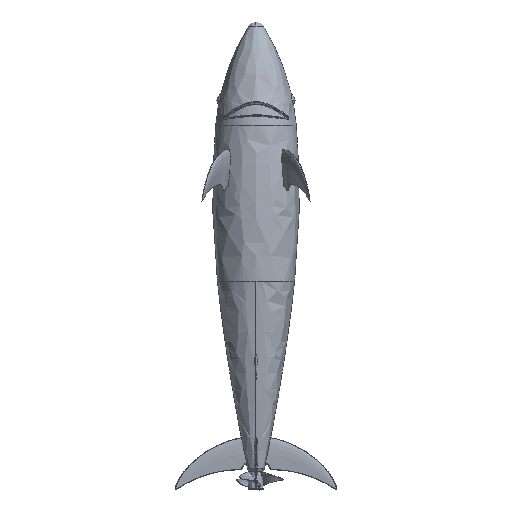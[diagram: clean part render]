
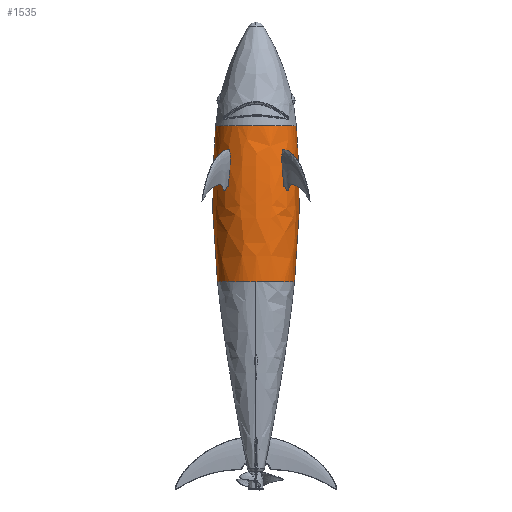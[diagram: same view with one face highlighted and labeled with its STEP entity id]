
A CAD part, front view. The second image highlights one B-rep face of the part: STEP entity #1535.
In plain terms, the highlighted free-form (B-spline) face has degree [2, 2] with [5, 3] control points.
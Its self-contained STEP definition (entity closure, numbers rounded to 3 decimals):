
#940 = VERTEX_POINT('',#941);
#941 = CARTESIAN_POINT('',(-26.757,0.,
    -17.519));
#947 = EDGE_CURVE('',#940,#948,#950,.T.);
#948 = VERTEX_POINT('',#949);
#949 = CARTESIAN_POINT('',(0.,-26.757,
    -17.519));
#950 = ( BOUNDED_CURVE() B_SPLINE_CURVE(2,(#951,#952,#953),
.UNSPECIFIED.,.F.,.F.) B_SPLINE_CURVE_WITH_KNOTS((3,3),(3.142,
4.712),.PIECEWISE_BEZIER_KNOTS.) CURVE() 
GEOMETRIC_REPRESENTATION_ITEM() RATIONAL_B_SPLINE_CURVE((1.,
0.707,1.)) REPRESENTATION_ITEM('') );
#951 = CARTESIAN_POINT('',(-26.757,0.,
    -17.519));
#952 = CARTESIAN_POINT('',(-26.757,-26.757,
    -17.519));
#953 = CARTESIAN_POINT('',(0.,-26.757,
    -17.519));
#1201 = EDGE_CURVE('',#1202,#1204,#1206,.T.);
#1202 = VERTEX_POINT('',#1203);
#1203 = CARTESIAN_POINT('',(26.757,0.,-17.519));
#1204 = VERTEX_POINT('',#1205);
#1205 = CARTESIAN_POINT('',(27.975,0.,90.5));
#1206 = ( BOUNDED_CURVE() B_SPLINE_CURVE(2,(#1207,#1208,#1209),
.UNSPECIFIED.,.F.,.F.) B_SPLINE_CURVE_WITH_KNOTS((3,3),(1.462,
1.657),.PIECEWISE_BEZIER_KNOTS.) CURVE() 
GEOMETRIC_REPRESENTATION_ITEM() RATIONAL_B_SPLINE_CURVE((1.,
0.995,1.)) REPRESENTATION_ITEM('') );
#1207 = CARTESIAN_POINT('',(26.757,0.,-17.519));
#1208 = CARTESIAN_POINT('',(32.642,0.,36.431));
#1209 = CARTESIAN_POINT('',(27.975,0.,90.5));
#1212 = VERTEX_POINT('',#1213);
#1213 = CARTESIAN_POINT('',(-27.975,0.,
    90.5));
#1221 = EDGE_CURVE('',#940,#1212,#1222,.T.);
#1222 = ( BOUNDED_CURVE() B_SPLINE_CURVE(2,(#1223,#1224,#1225),
.UNSPECIFIED.,.F.,.F.) B_SPLINE_CURVE_WITH_KNOTS((3,3),(6.175,
6.369),.PIECEWISE_BEZIER_KNOTS.) CURVE() 
GEOMETRIC_REPRESENTATION_ITEM() RATIONAL_B_SPLINE_CURVE((1.,
0.995,1.)) REPRESENTATION_ITEM('') );
#1223 = CARTESIAN_POINT('',(-26.757,0.,
    -17.519));
#1224 = CARTESIAN_POINT('',(-32.642,0.,
    36.431));
#1225 = CARTESIAN_POINT('',(-27.975,0.,
    90.5));
#1535 = ADVANCED_FACE('',(#1536),#1555,.F.);
#1536 = FACE_BOUND('',#1537,.F.);
#1537 = EDGE_LOOP('',(#1538,#1546,#1547,#1553,#1554));
#1538 = ORIENTED_EDGE('',*,*,#1539,.T.);
#1539 = EDGE_CURVE('',#1212,#1204,#1540,.T.);
#1540 = ( BOUNDED_CURVE() B_SPLINE_CURVE(2,(#1541,#1542,#1543,#1544,
#1545),.UNSPECIFIED.,.F.,.F.) B_SPLINE_CURVE_WITH_KNOTS((3,2,3),(
    3.142,4.712,6.283),
.PIECEWISE_BEZIER_KNOTS.) CURVE() GEOMETRIC_REPRESENTATION_ITEM() 
RATIONAL_B_SPLINE_CURVE((1.,0.707,1.,0.707,1.)) 
REPRESENTATION_ITEM('') );
#1541 = CARTESIAN_POINT('',(-27.975,0.,
    90.5));
#1542 = CARTESIAN_POINT('',(-27.975,-27.975,
    90.5));
#1543 = CARTESIAN_POINT('',(0.,-27.975,
    90.5));
#1544 = CARTESIAN_POINT('',(27.975,-27.975,
    90.5));
#1545 = CARTESIAN_POINT('',(27.975,0.,
    90.5));
#1546 = ORIENTED_EDGE('',*,*,#1201,.F.);
#1547 = ORIENTED_EDGE('',*,*,#1548,.F.);
#1548 = EDGE_CURVE('',#948,#1202,#1549,.T.);
#1549 = ( BOUNDED_CURVE() B_SPLINE_CURVE(2,(#1550,#1551,#1552),
.UNSPECIFIED.,.F.,.F.) B_SPLINE_CURVE_WITH_KNOTS((3,3),(4.712,
6.283),.PIECEWISE_BEZIER_KNOTS.) CURVE() 
GEOMETRIC_REPRESENTATION_ITEM() RATIONAL_B_SPLINE_CURVE((1.,
0.707,1.)) REPRESENTATION_ITEM('') );
#1550 = CARTESIAN_POINT('',(0.,-26.757,
    -17.519));
#1551 = CARTESIAN_POINT('',(26.757,-26.757,
    -17.519));
#1552 = CARTESIAN_POINT('',(26.757,0.,
    -17.519));
#1553 = ORIENTED_EDGE('',*,*,#947,.F.);
#1554 = ORIENTED_EDGE('',*,*,#1221,.T.);
#1555 = ( BOUNDED_SURFACE() B_SPLINE_SURFACE(2,2,(
    (#1556,#1557,#1558)
    ,(#1559,#1560,#1561)
    ,(#1562,#1563,#1564)
    ,(#1565,#1566,#1567)
    ,(#1568,#1569,#1570
)),.UNSPECIFIED.,.F.,.F.,.F.) B_SPLINE_SURFACE_WITH_KNOTS((3,2,3),(3,3),
  (0.,1.571,3.142),(3.055,3.25),
.PIECEWISE_BEZIER_KNOTS.) GEOMETRIC_REPRESENTATION_ITEM() 
RATIONAL_B_SPLINE_SURFACE((
    (1.,0.995,1.)
    ,(0.707,0.704,0.707)
    ,(1.,0.995,1.)
    ,(0.707,0.704,0.707)
,(1.,0.995,1.))) REPRESENTATION_ITEM('') SURFACE() );
#1556 = CARTESIAN_POINT('',(-27.975,0.,90.5));
#1557 = CARTESIAN_POINT('',(-32.642,0.,36.431));
#1558 = CARTESIAN_POINT('',(-26.757,0.,-17.519));
#1559 = CARTESIAN_POINT('',(-27.975,-27.975,
    90.5));
#1560 = CARTESIAN_POINT('',(-32.642,-32.642,
    36.431));
#1561 = CARTESIAN_POINT('',(-26.757,-26.757,
    -17.519));
#1562 = CARTESIAN_POINT('',(0.,-27.975,
    90.5));
#1563 = CARTESIAN_POINT('',(0.,-32.642,
    36.431));
#1564 = CARTESIAN_POINT('',(0.,-26.757,
    -17.519));
#1565 = CARTESIAN_POINT('',(27.975,-27.975,
    90.5));
#1566 = CARTESIAN_POINT('',(32.642,-32.642,
    36.431));
#1567 = CARTESIAN_POINT('',(26.757,-26.757,
    -17.519));
#1568 = CARTESIAN_POINT('',(27.975,0.,
    90.5));
#1569 = CARTESIAN_POINT('',(32.642,0.,
    36.431));
#1570 = CARTESIAN_POINT('',(26.757,0.,
    -17.519));
